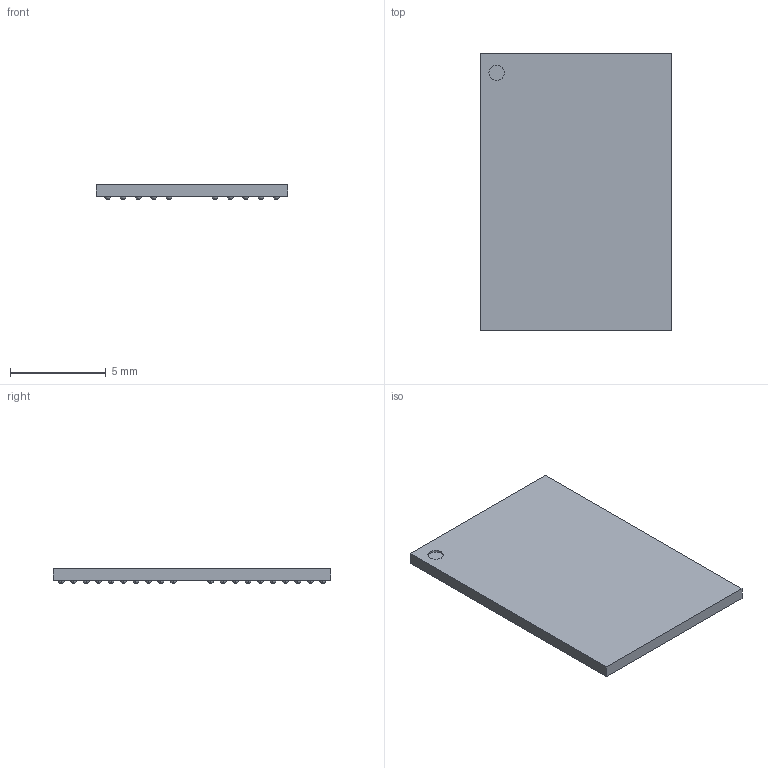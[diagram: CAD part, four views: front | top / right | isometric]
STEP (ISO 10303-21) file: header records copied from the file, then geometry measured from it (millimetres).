
FILE_DESCRIPTION (( 'STEP AP214' ), '1' );
FILE_NAME ('VFBGA200D10E14_5.STEP', '2022-02-23T06:06:09', ( 'boksop' ), ( '' ), 'SwSTEP 2.0', 'SolidWorks 2020', '' );
FILE_SCHEMA (( 'AUTOMOTIVE_DESIGN' ));
Length unit declared in the file: millimetre
Products named in the file (1): VFBGA200D10E14_5
Bounding box: 10 x 14.5 x 0.78 mm (x, y, z)
Volume: 93.8 mm3; surface area: 382 mm2
Topology: 201 solids, 201 shells, 439 faces, 1508 edges, 1072 vertices
Faces by surface type: sphere 400, plane 39
Entity records: 11485 total; most frequent: DIRECTION 1788, CARTESIAN_POINT 1420, ORIENTED_EDGE 1016, AXIS2_PLACEMENT_3D 840, EDGE_CURVE 508, VERTEX_POINT 472, EDGE_LOOP 440, ADVANCED_FACE 439
